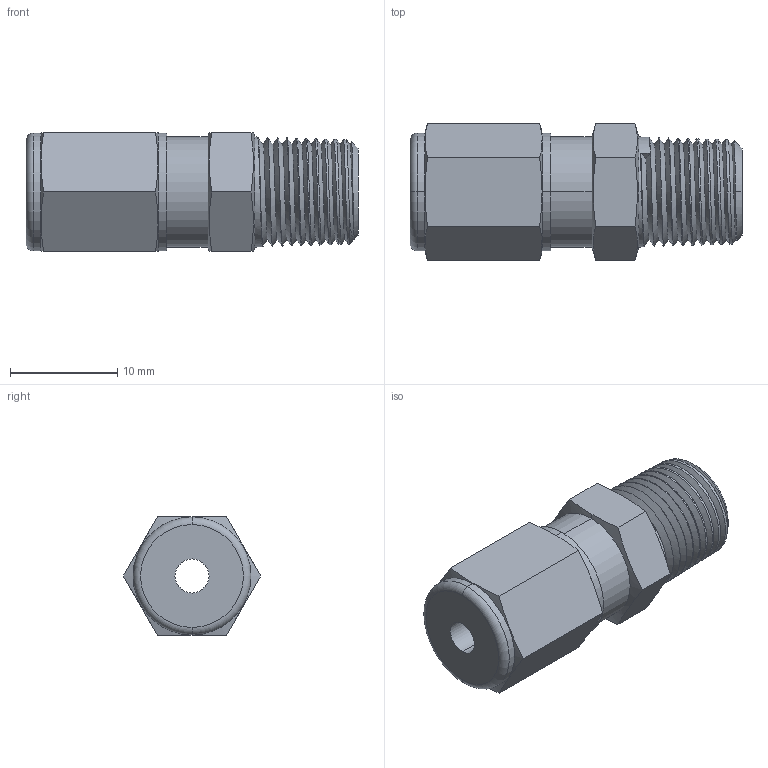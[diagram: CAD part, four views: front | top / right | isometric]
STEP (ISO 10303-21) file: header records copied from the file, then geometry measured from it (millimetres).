
FILE_DESCRIPTION (( 'STEP AP214' ), '1' );
FILE_NAME ('SSLK-18-18.STEP', '2022-07-22T01:29:39', ( '' ), ( '' ), 'SwSTEP 2.0', 'SolidWorks 2021', '' );
FILE_SCHEMA (( 'AUTOMOTIVE_DESIGN' ));
Length unit declared in the file: millimetre
Products named in the file (1): SSLK-18-18
Bounding box: 31 x 12.82 x 11.1 mm (x, y, z)
Volume: 2588.3 mm3; surface area: 1735.8 mm2
Topology: 1 solids, 1 shells, 59 faces, 156 edges, 101 vertices
Faces by surface type: cone 30, plane 16, cylinder 8, bspline 3, torus 2
Entity records: 4275 total; most frequent: CARTESIAN_POINT 2720, ORIENTED_EDGE 310, DIRECTION 224, EDGE_CURVE 155, VERTEX_POINT 99, AXIS2_PLACEMENT_3D 85, B_SPLINE_CURVE_WITH_KNOTS 70, EDGE_LOOP 62
